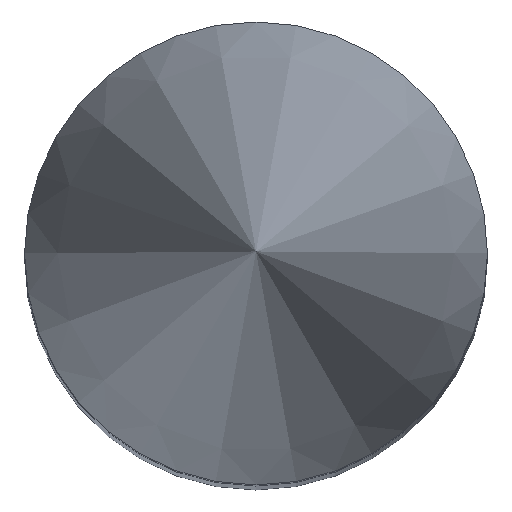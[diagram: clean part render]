
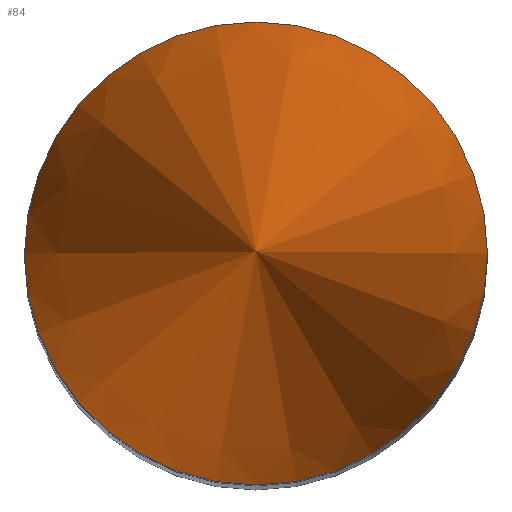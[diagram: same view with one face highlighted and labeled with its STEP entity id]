
A CAD part, top view. The second image highlights one B-rep face of the part: STEP entity #84.
In plain terms, the highlighted conical face has half-angle 11.31 degrees and reference radius 40 mm.
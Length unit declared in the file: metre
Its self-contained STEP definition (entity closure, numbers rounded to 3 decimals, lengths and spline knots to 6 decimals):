
#26=ORIENTED_EDGE('',*,*,#38,.T.);
#38=EDGE_CURVE('',#63,#63,#44,.T.);
#44=CIRCLE('',#105,0.04);
#50=EDGE_LOOP('',(#26));
#62=VERTEX_POINT('',#147);
#63=VERTEX_POINT('',#149);
#69=VERTEX_LOOP('',#62);
#70=FACE_BOUND('',#69,.T.);
#71=FACE_BOUND('',#50,.T.);
#83=CONICAL_SURFACE('',#104,0.04,0.197);
#84=ADVANCED_FACE('',(#70,#71),#83,.T.);
#104=AXIS2_PLACEMENT_3D('',#146,#119,#120);
#105=AXIS2_PLACEMENT_3D('',#148,#121,#122);
#119=DIRECTION('',(0.,0.,-1.));
#120=DIRECTION('',(-1.,0.,0.));
#121=DIRECTION('',(0.,0.,1.));
#122=DIRECTION('',(1.,0.,0.));
#146=CARTESIAN_POINT('',(0.,0.,0.5));
#147=CARTESIAN_POINT('',(0.,0.,0.7));
#148=CARTESIAN_POINT('',(0.,0.,0.5));
#149=CARTESIAN_POINT('',(0.04,0.,0.5));
